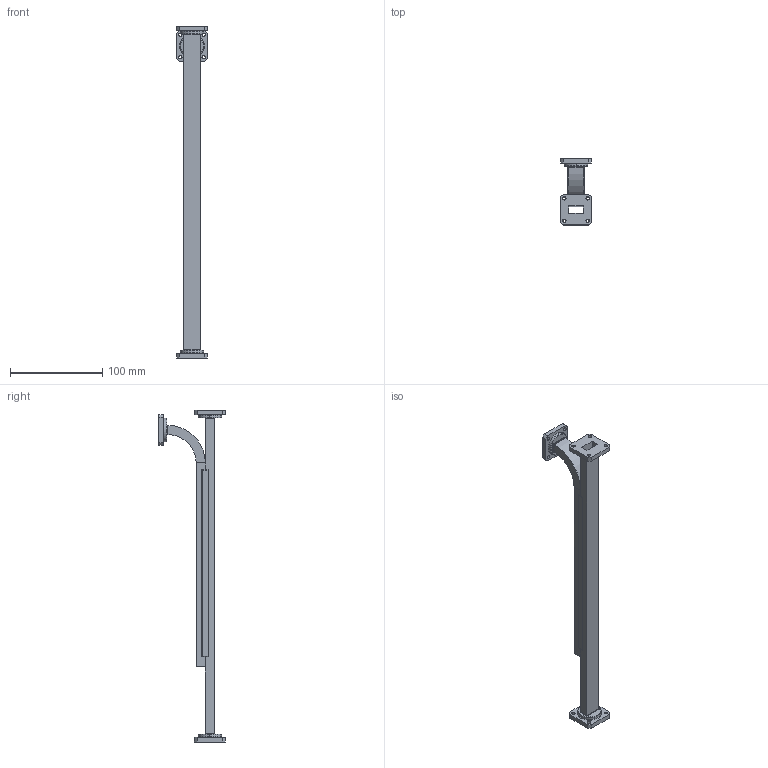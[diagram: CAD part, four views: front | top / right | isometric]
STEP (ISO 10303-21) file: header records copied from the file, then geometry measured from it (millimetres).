
FILE_DESCRIPTION (( 'STEP AP203' ), '1' );
FILE_NAME ('PEWCP1012.step', '2019-03-08T19:17:40', ( '' ), ( '' ), 'SwSTEP 2.0', 'SolidWorks 2017', '' );
FILE_SCHEMA (( 'CONFIG_CONTROL_DESIGN' ));
Length unit declared in the file: inch
Products named in the file (1): PEWCP1012
Bounding box: 33.35 x 72.05 x 359.25 mm (x, y, z)
Volume: 51915.8 mm3; surface area: 66377.6 mm2
Topology: 1 solids, 1 shells, 155 faces, 390 edges, 224 vertices
Faces by surface type: cylinder 70, plane 53, torus 32
Entity records: 4611 total; most frequent: DIRECTION 862, CARTESIAN_POINT 750, ORIENTED_EDGE 740, EDGE_CURVE 370, AXIS2_PLACEMENT_3D 336, VERTEX_POINT 224, LINE 190, VECTOR 190
